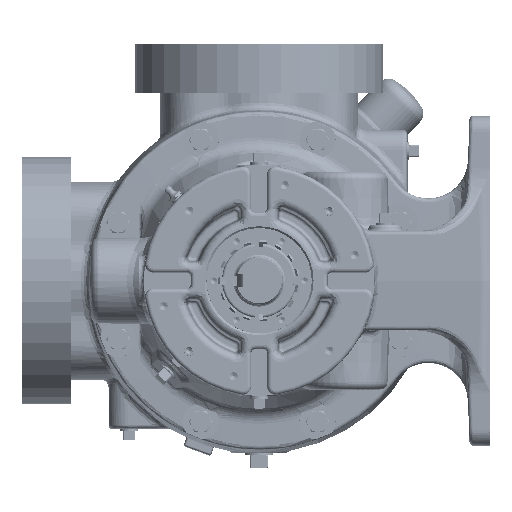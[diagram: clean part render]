
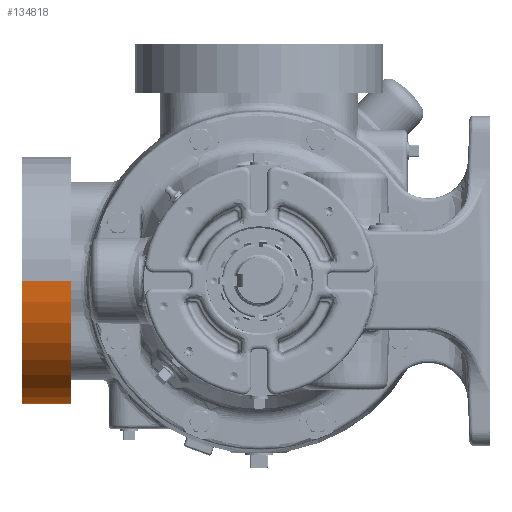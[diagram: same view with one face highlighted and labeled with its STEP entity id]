
A CAD part, left-side view. The second image highlights one B-rep face of the part: STEP entity #134818.
In plain terms, the highlighted cylindrical face has radius 95.25 mm (diameter 190.5 mm), a partial arc.
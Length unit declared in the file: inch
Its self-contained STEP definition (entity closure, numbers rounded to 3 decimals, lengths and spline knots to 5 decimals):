
#5457 = CARTESIAN_POINT ( 'NONE',  ( 3.345, 7.1875, 0. ) ) ;
#16121 = LINE ( 'NONE', #337682, #225864 ) ;
#24873 = VERTEX_POINT ( 'NONE', #225186 ) ;
#35524 = FACE_OUTER_BOUND ( 'NONE', #157636, .T. ) ;
#38951 = CYLINDRICAL_SURFACE ( 'NONE', #51128, 3.75 ) ;
#40168 = VERTEX_POINT ( 'NONE', #49951 ) ;
#47316 = EDGE_CURVE ( 'NONE', #24873, #282711, #119106, .T. ) ;
#49951 = CARTESIAN_POINT ( 'NONE',  ( 7.095, 5.6875, 0. ) ) ;
#51128 = AXIS2_PLACEMENT_3D ( 'NONE', #220022, #223473, #197101 ) ;
#58036 = EDGE_CURVE ( 'NONE', #282711, #40168, #16121, .T. ) ;
#59950 = DIRECTION ( 'NONE',  ( 0., -1., 0. ) ) ;
#59978 = DIRECTION ( 'NONE',  ( 0., -1., 0. ) ) ;
#79848 = AXIS2_PLACEMENT_3D ( 'NONE', #331442, #227736, #280348 ) ;
#81096 = VERTEX_POINT ( 'NONE', #297023 ) ;
#86119 = ORIENTED_EDGE ( 'NONE', *, *, #299264, .F. ) ;
#114419 = DIRECTION ( 'NONE',  ( -1., 0., 0. ) ) ;
#119106 = CIRCLE ( 'NONE', #153456, 3.75 ) ;
#132324 = ORIENTED_EDGE ( 'NONE', *, *, #222473, .F. ) ;
#134818 = ADVANCED_FACE ( 'NONE', ( #35524 ), #38951, .T. ) ;
#153456 = AXIS2_PLACEMENT_3D ( 'NONE', #5457, #59950, #114419 ) ;
#157636 = EDGE_LOOP ( 'NONE', ( #311360, #236998, #86119, #132324 ) ) ;
#177976 = VECTOR ( 'NONE', #59978, 39.37008 ) ;
#181204 = DIRECTION ( 'NONE',  ( 0., -1., 0. ) ) ;
#197101 = DIRECTION ( 'NONE',  ( -1., 0., 0. ) ) ;
#198141 = CARTESIAN_POINT ( 'NONE',  ( 7.095, 7.1875, 0. ) ) ;
#220022 = CARTESIAN_POINT ( 'NONE',  ( 3.345, 4.98196, 0. ) ) ;
#222473 = EDGE_CURVE ( 'NONE', #24873, #81096, #225076, .T. ) ;
#223473 = DIRECTION ( 'NONE',  ( 0., -1., 0. ) ) ;
#225076 = LINE ( 'NONE', #327077, #177976 ) ;
#225186 = CARTESIAN_POINT ( 'NONE',  ( -0.405, 7.1875, 0. ) ) ;
#225864 = VECTOR ( 'NONE', #181204, 39.37008 ) ;
#227736 = DIRECTION ( 'NONE',  ( 0., -1., 0. ) ) ;
#236998 = ORIENTED_EDGE ( 'NONE', *, *, #58036, .T. ) ;
#280348 = DIRECTION ( 'NONE',  ( -1., 0., 0. ) ) ;
#282711 = VERTEX_POINT ( 'NONE', #198141 ) ;
#297023 = CARTESIAN_POINT ( 'NONE',  ( -0.405, 5.6875, 0. ) ) ;
#299264 = EDGE_CURVE ( 'NONE', #81096, #40168, #326941, .T. ) ;
#311360 = ORIENTED_EDGE ( 'NONE', *, *, #47316, .T. ) ;
#326941 = CIRCLE ( 'NONE', #79848, 3.75 ) ;
#327077 = CARTESIAN_POINT ( 'NONE',  ( -0.405, 4.98196, 0. ) ) ;
#331442 = CARTESIAN_POINT ( 'NONE',  ( 3.345, 5.6875, 0. ) ) ;
#337682 = CARTESIAN_POINT ( 'NONE',  ( 7.095, 4.98196, 0. ) ) ;
